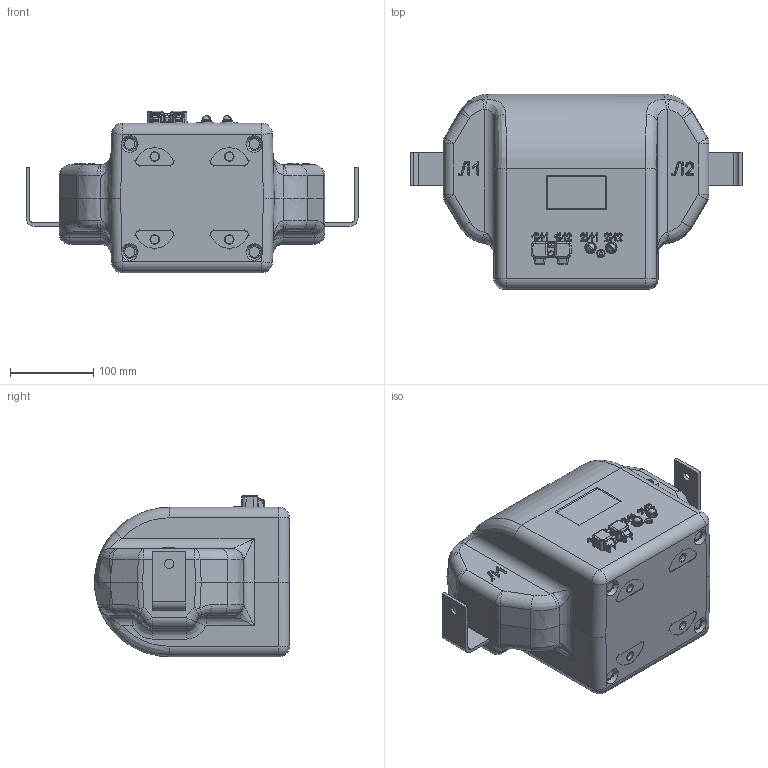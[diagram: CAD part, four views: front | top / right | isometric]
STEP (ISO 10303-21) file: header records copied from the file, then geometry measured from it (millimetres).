
FILE_DESCRIPTION (( 'STEP AP203' ), '1' );
FILE_NAME ('1藤.671224.006.STEP', '2022-07-28T09:23:17', ( '' ), ( '' ), 'SwSTEP 2.0', 'SolidWorks 2010', '' );
FILE_SCHEMA (( 'CONFIG_CONTROL_DESIGN' ));
Length unit declared in the file: millimetre
Products named in the file (34): 5藤.540.016; 8藤.540.052; 6藤.176.021; 6ﾃﾃ.610.014_-00 ﾒﾏﾋ-10-ﾌ (5-100) ﾀ; 1藤.671224.006; ﾋ頸鵫 硴鶴 ﾒﾏﾋ-10-ﾌ; 5藤.522.319; 8藤.570.053; Ëåíòà ÄÏÐÍÌ 0,1õ40 (ÒÏË-10-Ì); Ñòåêëîëàêîòêàíü äëÿ îáìîòêè ñ æåëåçîì (ÒÏË-10-Ì); 8藤.300.030_-00; 8藤.636.056; 5藤.520.020; 5藤.640.135; Îáìîòêà (5ãã.520.020); 5藤.522.319_-01; 8藤.300.031_-00; 5藤.520.020_-01; 8藤.636.056_-03; 5藤.640.135_-02; 8藤.300.030_-02; 疿岍.753 332.002; Îáìîòêà (5ãã.520.020)_-01; 8藤.300.031_-02; 疿岍.713 661.001; 疿岍.714 661.001 (8桋.551.046)_8桋.551.046; Ãàéêà M10-6H.5.0112 ÃÎÑÒ 5915-70_Ãàéêà M10-6H.5.0112 ÃÎÑÒ 5915-70; Ãàéêà M10-6H.0112 ÃÎÑÒ 5915-70_Ãàéêà M10-6H.0112 ÃÎÑÒ 5915-70; 鎔艜 M6x10 襞旂 17473-80_鎔艜 M6x10 襞旂 17473-80; 8藤.946.048_-03; ﾘ琺矜 C.6 ﾃﾎﾑﾒ 11371-78_ﾘ琺矜 C.6 ﾃﾎﾑﾒ 11371-78; ﾘ琺矜 6 ﾃﾎﾑﾒ 6402-70_ﾘ琺矜 6 ﾃﾎﾑﾒ 6402-70; 8藤.313.008_Default; Âèíò 2Ì4-6qx8.58.0112 ÎÑÒ 131144-80
Assembly tree (53 placements, depth 7):
  1藤.671224.006
    ﾘ琺矜 C.6 ﾃﾎﾑﾒ 11371-78_ﾘ琺矜 C.6 ﾃﾎﾑﾒ 11371-78  x4
    ﾘ琺矜 6 ﾃﾎﾑﾒ 6402-70_ﾘ琺矜 6 ﾃﾎﾑﾒ 6402-70  x4
    8藤.313.008_Default
    鎔艜 M6x10 襞旂 17473-80_鎔艜 M6x10 襞旂 17473-80  x4
    Âèíò 2Ì4-6qx8.58.0112 ÎÑÒ 131144-80
    6藤.176.021
      疿岍.714 661.001 (8桋.551.046)_8桋.551.046  x4
      Ãàéêà M10-6H.0112 ÃÎÑÒ 5915-70_Ãàéêà M10-6H.0112 ÃÎÑÒ 5915-70  x2
      疿岍.713 661.001  x2
      6ﾃﾃ.610.014_-00 ﾒﾏﾋ-10-ﾌ (5-100) ﾀ
        Ñòåêëîëàêîòêàíü äëÿ îáìîòêè ñ æåëåçîì (ÒÏË-10-Ì)
        Ëåíòà ÄÏÐÍÌ 0,1õ40 (ÒÏË-10-Ì)
        5藤.522.319
          疿岍.753 332.002
          5藤.520.020
            Îáìîòêà (5ãã.520.020)
            5藤.640.135
              8藤.300.030_-00
              8藤.636.056
              8藤.300.031_-00
        8藤.570.053
        5藤.540.016
          8藤.540.052
          8藤.570.053
        5藤.522.319_-01
          5藤.520.020_-01
            5藤.640.135_-02
              8藤.636.056_-03
              8藤.300.030_-02
              8藤.300.031_-02
            Îáìîòêà (5ãã.520.020)_-01
          疿岍.753 332.002
      ﾋ頸鵫 硴鶴 ﾒﾏﾋ-10-ﾌ
      8藤.946.048_-03  x4
      Ãàéêà M10-6H.5.0112 ÃÎÑÒ 5915-70_Ãàéêà M10-6H.5.0112 ÃÎÑÒ 5915-70  x2
Bounding box: 400 x 235 x 194.5 mm (x, y, z)
Volume: 9203333.2 mm3; surface area: 2099120.3 mm2
Topology: 67 solids, 71 shells, 2401 faces, 5856 edges, 3623 vertices
Faces by surface type: plane 907, cylinder 601, cone 376, torus 236, bspline 225, sphere 56
Entity records: 72639 total; most frequent: CARTESIAN_POINT 21781, DIRECTION 9826, ORIENTED_EDGE 9808, EDGE_CURVE 4904, AXIS2_PLACEMENT_3D 3760, VERTEX_POINT 3048, LINE 2306, VECTOR 2306
